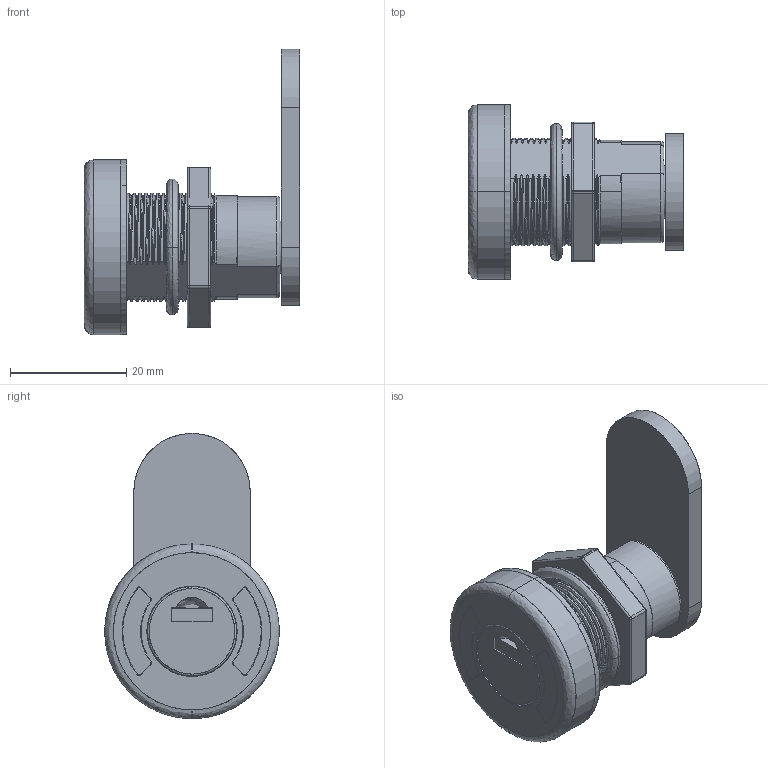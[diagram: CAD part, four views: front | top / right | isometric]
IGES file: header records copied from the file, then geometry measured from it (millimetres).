
Start section: SolidWorks IGES file using analytic representation for surfaces
Global section: file name: KC-215.IGS,15; native system: HSolidWorks 2011; preprocessor: SolidWorks 2011; author: Userjkg6; date: 161216.135512; units: millimetre
Bounding box: 37 x 30 x 49 mm (x, y, z)
Surface area: 14680.5 mm2 (no closed solid volume)
Topology: 0 solids, 0 shells, 737 faces, 8633 edges, 8609 vertices
Faces by surface type: bspline 421, revolution 316
